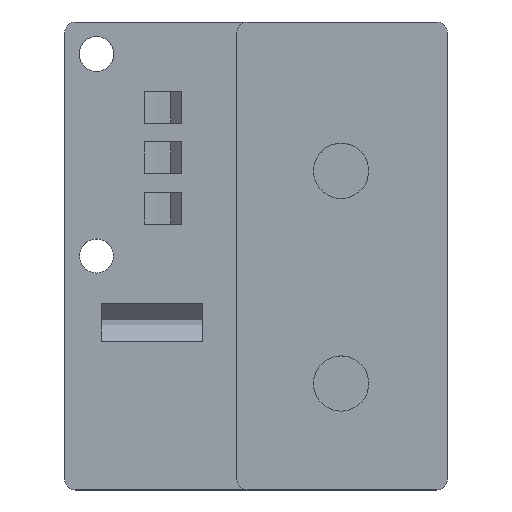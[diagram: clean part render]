
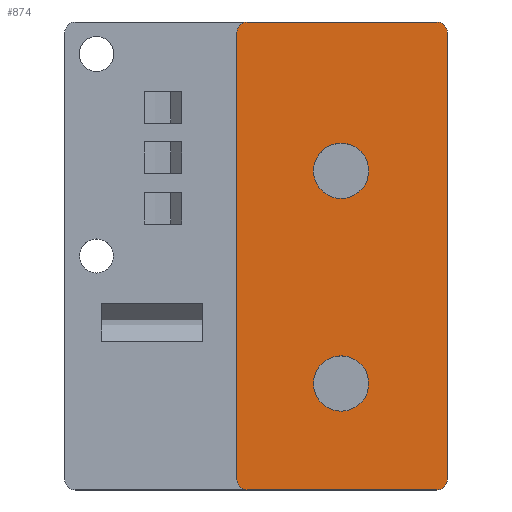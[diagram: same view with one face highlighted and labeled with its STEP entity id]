
A CAD part, top view. The second image highlights one B-rep face of the part: STEP entity #874.
In plain terms, the highlighted planar face has unit normal (0, 0, 1).
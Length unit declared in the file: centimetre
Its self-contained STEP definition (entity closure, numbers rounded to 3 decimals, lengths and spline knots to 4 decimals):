
#18=LINE($,#1282,#114);
#23=LINE($,#1307,#119);
#24=LINE($,#1311,#120);
#25=LINE($,#1314,#121);
#114=VECTOR($,#1035,1.78);
#119=VECTOR($,#1060,4.2);
#120=VECTOR($,#1063,1.78);
#121=VECTOR($,#1066,4.2);
#211=FACE_BOUND($,#303,.T.);
#212=FACE_BOUND($,#304,.T.);
#244=FACE_OUTER_BOUND($,#302,.T.);
#302=EDGE_LOOP($,(#618,#619,#620,#621,#622,#623,#624,#625));
#303=EDGE_LOOP($,(#626));
#304=EDGE_LOOP($,(#627));
#363=CIRCLE($,#933,0.1);
#369=CIRCLE($,#942,0.1);
#371=CIRCLE($,#945,0.1);
#372=CIRCLE($,#946,0.1);
#373=CIRCLE($,#947,0.26);
#374=CIRCLE($,#948,0.26);
#388=VERTEX_POINT($,#1268);
#389=VERTEX_POINT($,#1270);
#393=VERTEX_POINT($,#1280);
#401=VERTEX_POINT($,#1300);
#403=VERTEX_POINT($,#1306);
#404=VERTEX_POINT($,#1308);
#405=VERTEX_POINT($,#1310);
#406=VERTEX_POINT($,#1312);
#407=VERTEX_POINT($,#1315);
#408=VERTEX_POINT($,#1317);
#472=EDGE_CURVE($,#388,#389,#363,.T.);
#478=EDGE_CURVE($,#388,#393,#18,.F.);
#487=EDGE_CURVE($,#401,#393,#369,.T.);
#490=EDGE_CURVE($,#403,#401,#23,.F.);
#491=EDGE_CURVE($,#404,#403,#371,.F.);
#492=EDGE_CURVE($,#404,#405,#24,.T.);
#493=EDGE_CURVE($,#406,#405,#372,.F.);
#494=EDGE_CURVE($,#406,#389,#25,.T.);
#495=EDGE_CURVE($,#407,#407,#373,.F.);
#496=EDGE_CURVE($,#408,#408,#374,.T.);
#618=ORIENTED_EDGE($,*,*,#472,.F.);
#619=ORIENTED_EDGE($,*,*,#478,.T.);
#620=ORIENTED_EDGE($,*,*,#487,.F.);
#621=ORIENTED_EDGE($,*,*,#490,.F.);
#622=ORIENTED_EDGE($,*,*,#491,.F.);
#623=ORIENTED_EDGE($,*,*,#492,.T.);
#624=ORIENTED_EDGE($,*,*,#493,.F.);
#625=ORIENTED_EDGE($,*,*,#494,.T.);
#626=ORIENTED_EDGE($,*,*,#495,.T.);
#627=ORIENTED_EDGE($,*,*,#496,.F.);
#830=PLANE($,#944);
#874=ADVANCED_FACE($,(#244,#211,#212),#830,.T.);
#933=AXIS2_PLACEMENT_3D($,#1271,#1026,#1027);
#942=AXIS2_PLACEMENT_3D($,#1301,#1053,#1054);
#944=AXIS2_PLACEMENT_3D($,#1305,#1058,#1059);
#945=AXIS2_PLACEMENT_3D($,#1309,#1061,#1062);
#946=AXIS2_PLACEMENT_3D($,#1313,#1064,#1065);
#947=AXIS2_PLACEMENT_3D($,#1316,#1067,#1068);
#948=AXIS2_PLACEMENT_3D($,#1318,#1069,#1070);
#1026=DIRECTION('center_axis',(0.,0.,-1.));
#1027=DIRECTION('ref_axis',(0.707,0.707,0.));
#1035=DIRECTION($,(1.,0.,0.));
#1053=DIRECTION('center_axis',(0.,0.,-1.));
#1054=DIRECTION('ref_axis',(-0.707,0.707,0.));
#1058=DIRECTION('center_axis',(0.,0.,1.));
#1059=DIRECTION('ref_axis',(1.,0.,0.));
#1060=DIRECTION($,(0.,-1.,0.));
#1061=DIRECTION('center_axis',(0.,0.,1.));
#1062=DIRECTION('ref_axis',(-0.707,-0.707,0.));
#1063=DIRECTION($,(1.,0.,0.));
#1064=DIRECTION('center_axis',(0.,0.,1.));
#1065=DIRECTION('ref_axis',(0.707,-0.707,0.));
#1066=DIRECTION($,(0.,1.,0.));
#1067=DIRECTION('center_axis',(0.,0.,1.));
#1068=DIRECTION('ref_axis',(1.,0.,0.));
#1069=DIRECTION('center_axis',(0.,0.,1.));
#1070=DIRECTION('ref_axis',(1.,0.,0.));
#1268=CARTESIAN_POINT('',(2.8122,3.3733,0.35));
#1270=CARTESIAN_POINT('',(2.9122,3.2733,0.35));
#1271=CARTESIAN_POINT('Origin',(2.8122,3.2733,0.35));
#1280=CARTESIAN_POINT('',(1.0322,3.3733,0.35));
#1282=CARTESIAN_POINT($,(0.2122,3.3733,0.35));
#1300=CARTESIAN_POINT('',(0.9322,3.2733,0.35));
#1301=CARTESIAN_POINT('Origin',(1.0322,3.2733,0.35));
#1305=CARTESIAN_POINT('Origin',(1.1122,0.9733,0.35));
#1306=CARTESIAN_POINT('',(0.9322,-0.9267,0.35));
#1307=CARTESIAN_POINT($,(0.9322,1.9733,0.35));
#1308=CARTESIAN_POINT('',(1.0322,-1.0267,0.35));
#1309=CARTESIAN_POINT('Origin',(1.0322,-0.9267,0.35));
#1310=CARTESIAN_POINT('',(2.8122,-1.0267,0.35));
#1311=CARTESIAN_POINT($,(1.0122,-1.0267,0.35));
#1312=CARTESIAN_POINT('',(2.9122,-0.9267,0.35));
#1313=CARTESIAN_POINT('Origin',(2.8122,-0.9267,0.35));
#1314=CARTESIAN_POINT($,(2.9122,1.9733,0.35));
#1315=CARTESIAN_POINT('',(1.6522,-0.0267,0.35));
#1316=CARTESIAN_POINT('Origin',(1.9122,-0.0267,0.35));
#1317=CARTESIAN_POINT('',(1.6522,1.9733,0.35));
#1318=CARTESIAN_POINT('Origin',(1.9122,1.9733,0.35));
